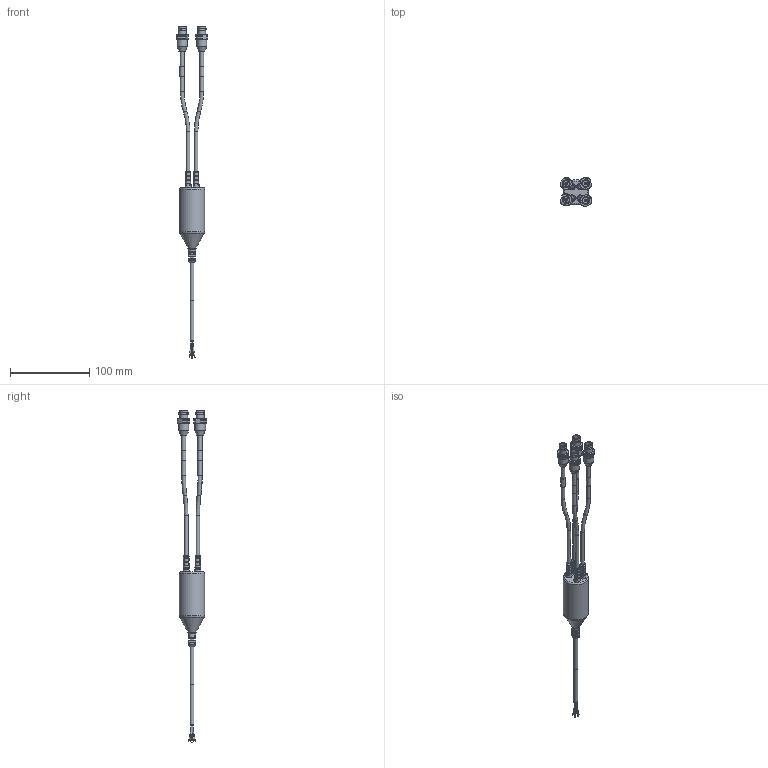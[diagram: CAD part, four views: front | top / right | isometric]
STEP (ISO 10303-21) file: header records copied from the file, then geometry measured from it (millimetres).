
FILE_DESCRIPTION(/* description */ (''),/* implementation_level */ '2;1');
FILE_NAME(/* name */ 'E4DA.stp',/* time_stamp */ '2022-11-10T14:07:10-05:00',/* author */ ('lcup'),/* organization */ (''),/* preprocessor_version */ 'ST-DEVELOPER v19',/* originating_system */ 'Autodesk Inventor 2023',/* authorisation */ '');
FILE_SCHEMA (('AUTOMOTIVE_DESIGN { 1 0 10303 214 3 1 1 }'));
Products named in the file (15): E4DA; TOL12029 4 CABLE; F2C, CABLE; CBP10541; CBP10541_1; CBP10541, WIRE CONNECTOR; MSP10137; CHAN 1; CHAN 2; CHAN 3; MSP10284; TEMP; CB129; EPN11410; EPN11410_1
Assembly tree (26 placements, depth 3):
  E4DA
    TOL12029 4 CABLE
    F2C, CABLE  x4
    MSP10137  x4
    CBP10541  x4
      CBP10541_1
      CBP10541, WIRE CONNECTOR
    MSP10284  x4
    CHAN 1
    CHAN 2
    CHAN 3
    TEMP
    CB129
      EPN11410
    EPN11410_1
Bounding box: 39.93 x 36.76 x 419.59 mm (x, y, z)
Volume: 80595.6 mm3; surface area: 42239.5 mm2
Topology: 127 solids, 127 shells, 3727 faces, 10203 edges, 6028 vertices
Faces by surface type: plane 1539, cylinder 1171, bspline 716, torus 284, cone 17
Full cylindrical faces by diameter (mm): 0.102 x114, 1.067 x1, 1.27 x4, 1.829 x4, 2.032 x8, 2.095 x4, 3.175 x8, 3.327 x2, 3.614 x4, 3.835 x2, 4.445 x12, 4.826 x2, 4.953 x4, 5.334 x4, 5.588 x4, 7.112 x4, 7.797 x4, 9.624 x1, 9.652 x8, 9.906 x4, 10.16 x4, 12.7 x8, 31.75 x1
Entity records: 142826 total; most frequent: CARTESIAN_POINT 66294, ORIENTED_EDGE 16876, DIRECTION 14126, EDGE_CURVE 8438, AXIS2_PLACEMENT_3D 6071, VERTEX_POINT 4849, CIRCLE 3669, EDGE_LOOP 3363
